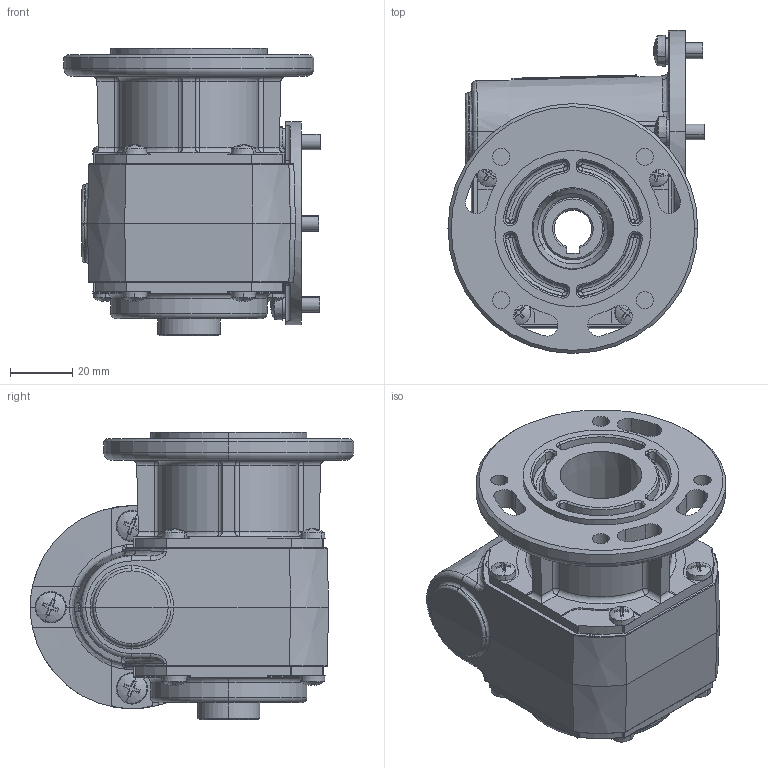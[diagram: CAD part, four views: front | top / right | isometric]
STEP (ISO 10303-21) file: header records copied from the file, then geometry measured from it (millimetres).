
FILE_DESCRIPTION (( 'STEP AP214' ), '1' );
FILE_NAME ('Getriebe_VE31-K-LH-+-2253437_ .STEP', '2007-12-04T14:16:15', ( 'Groschopp' ), ( 'Groschopp AG' ), 'SwSTEP 2.0', 'SolidWorks 2007', '' );
FILE_SCHEMA (( 'AUTOMOTIVE_DESIGN' ));
Length unit declared in the file: millimetre
Products named in the file (11): N_128_PDB_1000802; Flansch-+-2253127_ _PDB_2253127; Getriebe_VE31-K-LH-+-2253437_ ; N_7985_4.8_M 4 x 10; N_7985_5_8-+-N_7985_5.8_ _M 5 x 12; Schneckenrad_B-+-2193515_ _PDB_2193523; Gehäuse_lackiert-+-2264560_ _PDB_2264560; N_3760_PDB_1031171; Wellendichtring_E-+-WN0118.04 - E_ _E 10 x 32 x 2,7-5,5; Schnecke-+-1320025_ _PDB_1320025; Lagerdeckel-+-2253011_ _PDB_2253011
Assembly tree (22 placements, depth 2):
  Getriebe_VE31-K-LH-+-2253437_ 
    N_7985_4.8_M 4 x 10  x8
    N_3760_PDB_1031171  x2
    Schneckenrad_B-+-2193515_ _PDB_2193523
    N_128_PDB_1000802  x3
    Schnecke-+-1320025_ _PDB_1320025
    N_7985_5_8-+-N_7985_5.8_ _M 5 x 12  x3
    Flansch-+-2253127_ _PDB_2253127
    Lagerdeckel-+-2253011_ _PDB_2253011
    Gehäuse_lackiert-+-2264560_ _PDB_2264560
    Wellendichtring_E-+-WN0118.04 - E_ _E 10 x 32 x 2,7-5,5
Bounding box: 81.98 x 103.5 x 92.01 mm (x, y, z)
Volume: 216474 mm3; surface area: 97435.2 mm2
Topology: 25 solids, 26 shells, 1411 faces, 3329 edges, 1988 vertices
Faces by surface type: cylinder 421, plane 375, cone 275, torus 196, bspline 90, sphere 54
Entity records: 41793 total; most frequent: CARTESIAN_POINT 9875, DIRECTION 5610, ORIENTED_EDGE 5106, EDGE_CURVE 2553, AXIS2_PLACEMENT_3D 2345, VERTEX_POINT 1516, CIRCLE 1310, EDGE_LOOP 1201
